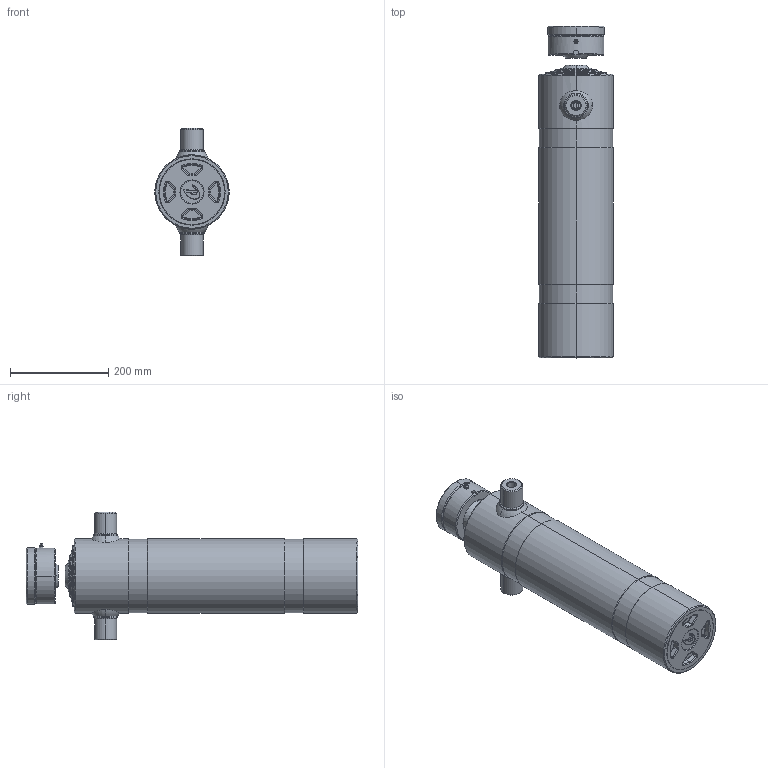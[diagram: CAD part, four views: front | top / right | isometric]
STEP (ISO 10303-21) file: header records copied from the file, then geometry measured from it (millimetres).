
FILE_DESCRIPTION (( 'STEP AP203' ), '1' );
FILE_NAME ('421.HR.STEP', '2022-09-13T11:26:48', ( '' ), ( '' ), 'SwSTEP 2.0', 'SolidWorks 2021', '' );
FILE_SCHEMA (( 'CONFIG_CONTROL_DESIGN' ));
Length unit declared in the file: millimetre
Products named in the file (1): 421.HR
Bounding box: 151.5 x 676 x 260.5 mm (x, y, z)
Surface area: 1038599.3 mm2 (no closed solid volume)
Topology: 0 solids, 21 shells, 304 faces, 783 edges, 493 vertices
Faces by surface type: cylinder 89, cone 83, torus 77, plane 43, sphere 6, bspline 6
Entity records: 10943 total; most frequent: CARTESIAN_POINT 3398, DIRECTION 1775, ORIENTED_EDGE 1365, EDGE_CURVE 778, AXIS2_PLACEMENT_3D 758, VERTEX_POINT 490, CIRCLE 459, EDGE_LOOP 325
